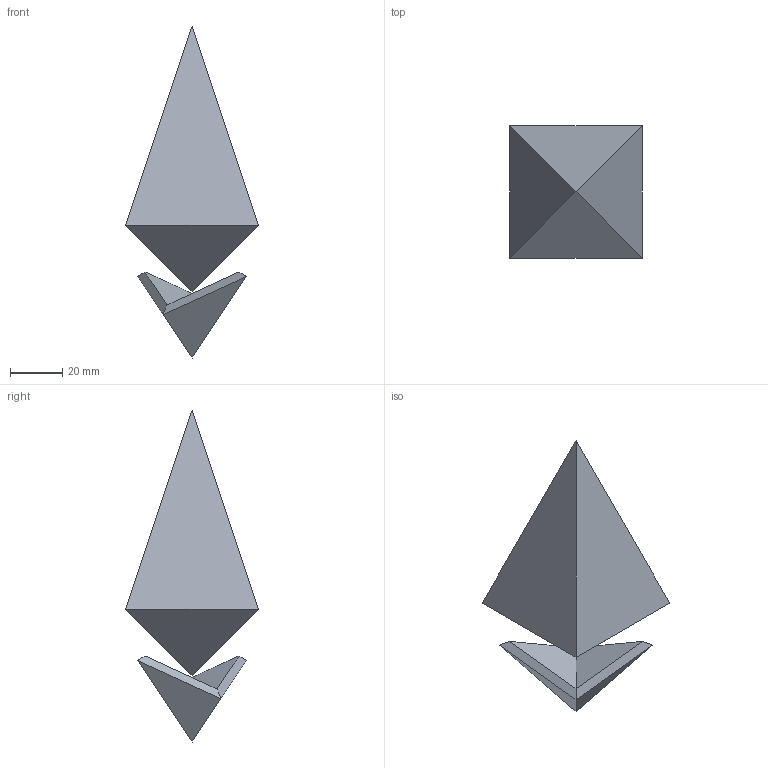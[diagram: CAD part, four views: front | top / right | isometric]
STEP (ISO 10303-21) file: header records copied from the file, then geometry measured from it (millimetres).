
FILE_DESCRIPTION(/* description */ (''),/* implementation_level */ '2;1');
FILE_NAME(/* name */ 'cipher_ethers.step',/* time_stamp */ '2024-02-07T00:28:10-05:00',/* author */ (''),/* organization */ (''),/* preprocessor_version */ 'ST-DEVELOPER v20',/* originating_system */ 'Autodesk Translation Framework v12.20.1.177',/* authorisation */ '');
FILE_SCHEMA (('AUTOMOTIVE_DESIGN { 1 0 10303 214 3 1 1 }'));
Length unit declared in the file: inch
Products named in the file (4): ethereum logo; Component1; Component2; Component3
Assembly tree (3 placements, depth 2):
  ethereum logo
    Component1
    Component2
    Component3
Bounding box: 50.8 x 50.8 x 127 mm (x, y, z)
Volume: 69522.5 mm3; surface area: 47954.9 mm2
Topology: 4 solids, 6 shells, 52 faces, 82 edges, 42 vertices
Faces by surface type: plane 52
Entity records: 1253 total; most frequent: DIRECTION 200, CARTESIAN_POINT 183, ORIENTED_EDGE 164, LINE 82, VECTOR 82, EDGE_CURVE 82, AXIS2_PLACEMENT_3D 59, FACE_OUTER_BOUND 52
